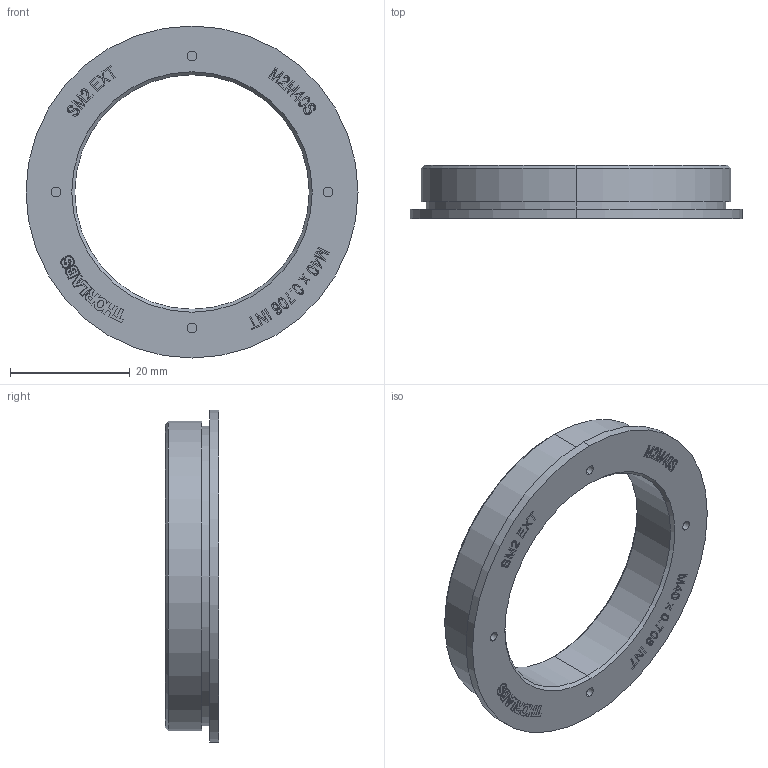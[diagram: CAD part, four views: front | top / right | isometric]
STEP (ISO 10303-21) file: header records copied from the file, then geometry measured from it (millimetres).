
FILE_DESCRIPTION (( 'STEP AP214' ), '1' );
FILE_NAME ('TTN165215-E0W.STEP', '2018-08-31T14:12:55', ( '' ), ( '' ), 'SwSTEP 2.0', 'SolidWorks 2018', '' );
FILE_SCHEMA (( 'AUTOMOTIVE_DESIGN' ));
Length unit declared in the file: inch
Products named in the file (1): TTN165215-E0W
Bounding box: 55.37 x 8.89 x 55.37 mm (x, y, z)
Volume: 8205.1 mm3; surface area: 5170.7 mm2
Topology: 1 solids, 1 shells, 519 faces, 1392 edges, 926 vertices
Faces by surface type: plane 321, bspline 176, cylinder 16, cone 6
Entity records: 28232 total; most frequent: CARTESIAN_POINT 10174, ORIENTED_EDGE 2784, DIRECTION 1766, EDGE_CURVE 1392, VECTOR 1002, LINE 1002, VERTEX_POINT 926, EDGE_LOOP 572
